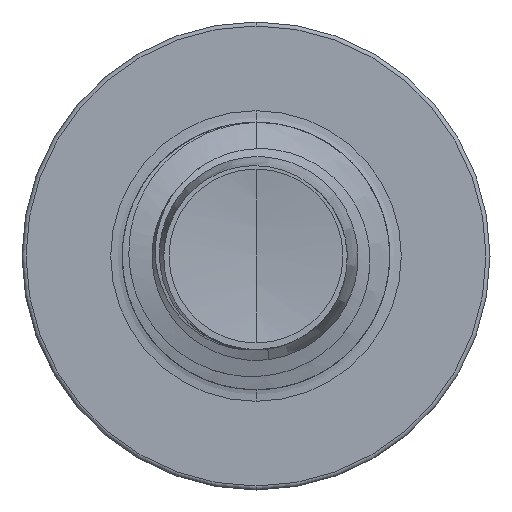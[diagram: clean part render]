
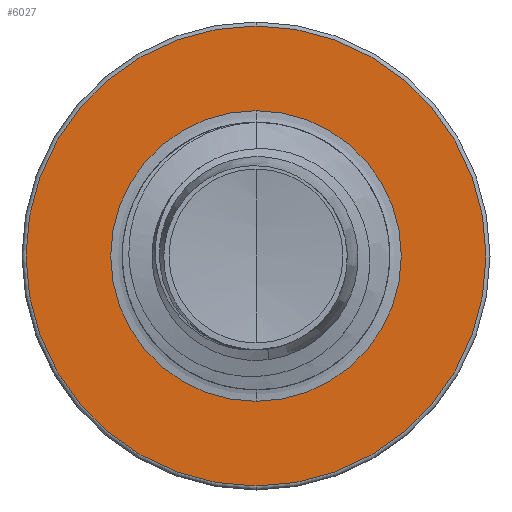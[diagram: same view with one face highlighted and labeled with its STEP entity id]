
A CAD part, front view. The second image highlights one B-rep face of the part: STEP entity #6027.
In plain terms, the highlighted planar face has unit normal (0, -1, 0).
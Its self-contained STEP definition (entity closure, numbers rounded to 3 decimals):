
#409 = AXIS2_PLACEMENT_3D ( 'NONE', #1661, #21726, #4717 ) ;
#1079 = ORIENTED_EDGE ( 'NONE', *, *, #20727, .T. ) ;
#1661 = CARTESIAN_POINT ( 'NONE',  ( 0., 17.5, 0. ) ) ;
#3433 = VERTEX_POINT ( 'NONE', #15657 ) ;
#4717 = DIRECTION ( 'NONE',  ( 0., 0., 1. ) ) ;
#5359 = DIRECTION ( 'NONE',  ( 0., 1., 0. ) ) ;
#5442 = DIRECTION ( 'NONE',  ( 0., 1., 0. ) ) ;
#6027 = ADVANCED_FACE ( 'NONE', ( #12267, #13201 ), #11255, .F. ) ;
#6781 = EDGE_LOOP ( 'NONE', ( #29851, #25237 ) ) ;
#9640 = CARTESIAN_POINT ( 'NONE',  ( 0., 17.5, 0. ) ) ;
#9677 = VERTEX_POINT ( 'NONE', #19411 ) ;
#9784 = ORIENTED_EDGE ( 'NONE', *, *, #22866, .T. ) ;
#11255 = PLANE ( 'NONE',  #35570 ) ;
#11370 = CARTESIAN_POINT ( 'NONE',  ( 0., 17.5, -2.174 ) ) ;
#11451 = DIRECTION ( 'NONE',  ( 0., 1., 0. ) ) ;
#11864 = DIRECTION ( 'NONE',  ( 0., 0., 1. ) ) ;
#12267 = FACE_OUTER_BOUND ( 'NONE', #6781, .T. ) ;
#12373 = EDGE_LOOP ( 'NONE', ( #9784, #1079 ) ) ;
#12596 = DIRECTION ( 'NONE',  ( 0., 0., 1. ) ) ;
#13172 = AXIS2_PLACEMENT_3D ( 'NONE', #9640, #28697, #12596 ) ;
#13201 = FACE_BOUND ( 'NONE', #12373, .T. ) ;
#14384 = AXIS2_PLACEMENT_3D ( 'NONE', #22282, #5359, #24929 ) ;
#15657 = CARTESIAN_POINT ( 'NONE',  ( 0., 17.5, -3.44 ) ) ;
#17415 = CIRCLE ( 'NONE', #13172, 3.44 ) ;
#18174 = VERTEX_POINT ( 'NONE', #35134 ) ;
#18510 = EDGE_CURVE ( 'NONE', #18174, #3433, #17415, .T. ) ;
#18693 = CIRCLE ( 'NONE', #409, 2.174 ) ;
#19411 = CARTESIAN_POINT ( 'NONE',  ( 0., 17.5, -2.174 ) ) ;
#20727 = EDGE_CURVE ( 'NONE', #9677, #32620, #18693, .T. ) ;
#21096 = EDGE_CURVE ( 'NONE', #3433, #18174, #24030, .T. ) ;
#21726 = DIRECTION ( 'NONE',  ( 0., 1., 0. ) ) ;
#22282 = CARTESIAN_POINT ( 'NONE',  ( 0., 17.5, 0. ) ) ;
#22358 = CARTESIAN_POINT ( 'NONE',  ( 0., 17.5, 0. ) ) ;
#22866 = EDGE_CURVE ( 'NONE', #32620, #9677, #34529, .T. ) ;
#24030 = CIRCLE ( 'NONE', #14384, 3.44 ) ;
#24929 = DIRECTION ( 'NONE',  ( 0., 0., 1. ) ) ;
#24999 = DIRECTION ( 'NONE',  ( 0., 0., 1. ) ) ;
#25237 = ORIENTED_EDGE ( 'NONE', *, *, #21096, .F. ) ;
#28697 = DIRECTION ( 'NONE',  ( 0., 1., 0. ) ) ;
#29302 = CARTESIAN_POINT ( 'NONE',  ( 0., 17.5, 2.174 ) ) ;
#29851 = ORIENTED_EDGE ( 'NONE', *, *, #18510, .F. ) ;
#32620 = VERTEX_POINT ( 'NONE', #29302 ) ;
#34529 = CIRCLE ( 'NONE', #35625, 2.174 ) ;
#35134 = CARTESIAN_POINT ( 'NONE',  ( 0., 17.5, 3.44 ) ) ;
#35570 = AXIS2_PLACEMENT_3D ( 'NONE', #11370, #11451, #11864 ) ;
#35625 = AXIS2_PLACEMENT_3D ( 'NONE', #22358, #5442, #24999 ) ;
